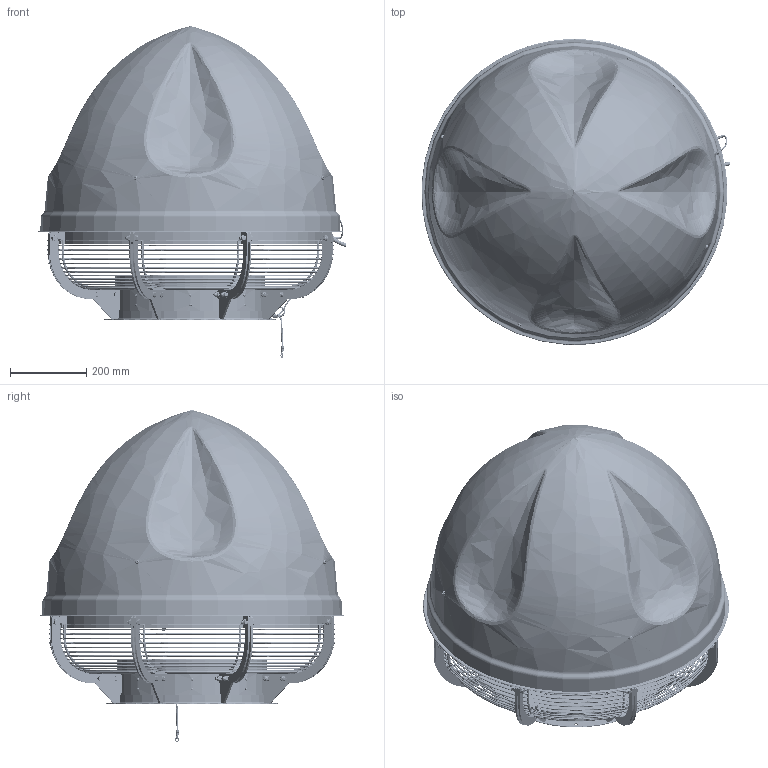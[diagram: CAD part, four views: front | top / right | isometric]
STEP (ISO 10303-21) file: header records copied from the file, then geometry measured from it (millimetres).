
FILE_DESCRIPTION(/* description */ ('808W78; 808W79 SPARK-S-400/1500; 1000/Ex','CAx-IF Rec.Pracs.---Representation and Presentation of Product Manufacturing Information (PMI)---4.0---2014-10-13'),/* implementation_level */ '2;1');
FILE_NAME(/* name */ '808W78; 808W79 SPARK-S-400_1500; 1000_Ex\808W78; 808W79 SPARK-S-400_1500; 1000_Ex.stp',/* time_stamp */ '2022-05-11T13:11:19+02:00',/* author */ ('b.kitowicz'),/* organization */ ('KLIMAWENT S.A.'),/* preprocessor_version */ 'ST-DEVELOPER v18.1',/* originating_system */ 'Autodesk Inventor 2021',/* authorisation */ '');
FILE_SCHEMA (('AP242_MANAGED_MODEL_BASED_3D_ENGINEERING_MIM_LF { 1 0 10303 442 1 1 4 }'));
Bounding box: 807.93 x 799.24 x 868.27 mm (x, y, z)
Volume: 12802907.5 mm3; surface area: 5828571.9 mm2
Topology: 40 solids, 40 shells, 7482 faces, 20159 edges, 13141 vertices
Faces by surface type: plane 3627, bspline 1614, cylinder 1260, cone 695, torus 250, sphere 36
Full cylindrical faces by diameter (mm): 3 x33, 3.2 x4, 3.5 x31, 4.5 x10, 5.5 x10, 6 x54, 6.4 x4, 6.5 x14, 6.647 x1, 7 x9, 8 x56, 8.376 x4, 8.4 x16, 8.5 x8, 8.88 x2, 9 x17, 9.2 x4, 10 x12, 10.5 x4, 11 x4, 11.63 x80, 12 x4, 12.2 x4, 13 x1, 14.5 x1, 14.63 x4, 16 x65, 24 x2, 25 x1, 30 x1
Entity records: 310656 total; most frequent: CARTESIAN_POINT 126483, ORIENTED_EDGE 40362, DIRECTION 31074, EDGE_CURVE 20181, VERTEX_POINT 13182, AXIS2_PLACEMENT_3D 10800, LINE 9474, VECTOR 9474
